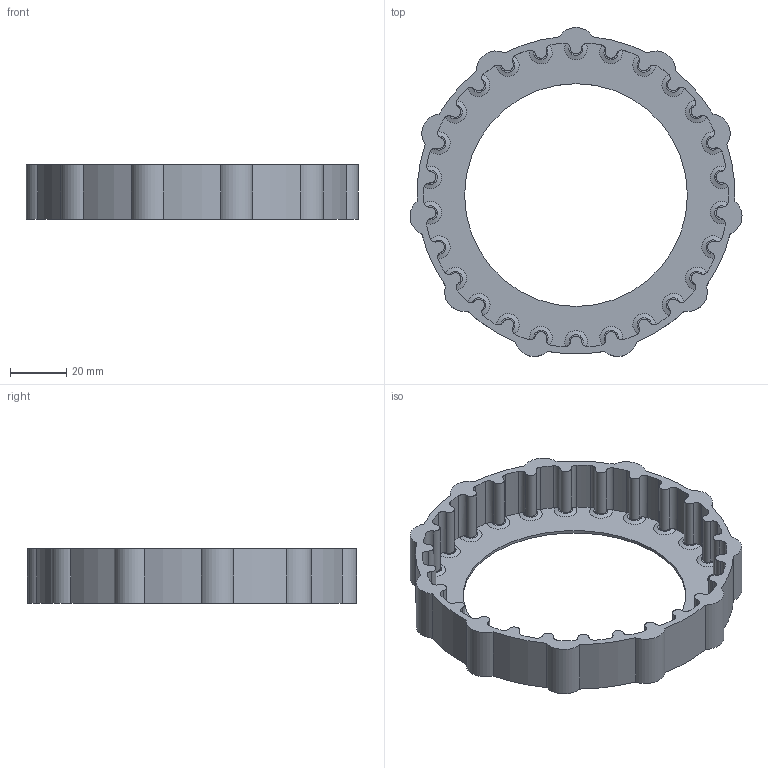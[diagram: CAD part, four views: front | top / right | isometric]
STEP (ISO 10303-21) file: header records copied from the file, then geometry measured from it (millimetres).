
FILE_DESCRIPTION(/* description */ (''),/* implementation_level */ '2;1');
FILE_NAME(/* name */ 'Modified Gearbox_v11.step',/* time_stamp */ '2023-12-13T12:03:28-06:00',/* author */ (''),/* organization */ (''),/* preprocessor_version */ 'ST-DEVELOPER v20',/* originating_system */ 'Autodesk Translation Framework v12.14.0.127',/* authorisation */ '');
FILE_SCHEMA (('AUTOMOTIVE_DESIGN { 1 0 10303 214 3 1 1 }'));
Length unit declared in the file: millimetre
Products named in the file (1): Modified Gearbox
Bounding box: 117.73 x 116.66 x 19.25 mm (x, y, z)
Volume: 33307.5 mm3; surface area: 26410.8 mm2
Topology: 1 solids, 1 shells, 182 faces, 537 edges, 358 vertices
Faces by surface type: cylinder 127, plane 29, cone 26
Full cylindrical faces by diameter (mm): 79 x1
Entity records: 6499 total; most frequent: CARTESIAN_POINT 1338, DIRECTION 1209, ORIENTED_EDGE 1074, AXIS2_PLACEMENT_3D 541, EDGE_CURVE 537, CIRCLE 358, VERTEX_POINT 358, EDGE_LOOP 185
